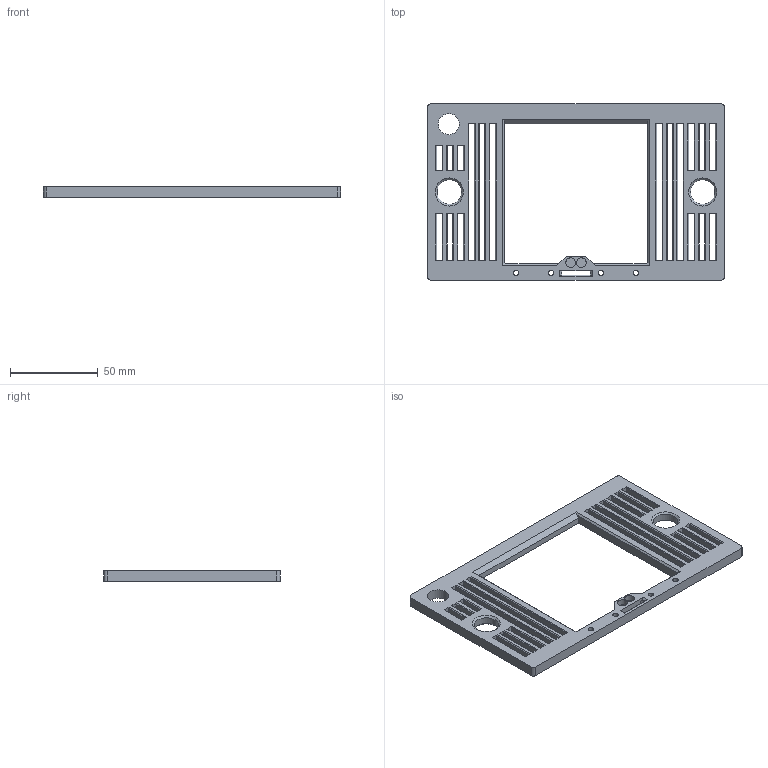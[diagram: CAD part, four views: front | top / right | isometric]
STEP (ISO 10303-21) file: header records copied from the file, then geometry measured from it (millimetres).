
FILE_DESCRIPTION(/* description */ (''),/* implementation_level */ '2;1');
FILE_NAME(/* name */ 'Drip.step',/* time_stamp */ '2025-11-17T04:56:01-06:00',/* author */ (''),/* organization */ (''),/* preprocessor_version */ 'ST-DEVELOPER v20.1',/* originating_system */ 'Autodesk Translation Framework v14.21.0.0',/* authorisation */ '');
FILE_SCHEMA (('AUTOMOTIVE_DESIGN { 1 0 10303 214 3 1 1 }'));
Length unit declared in the file: millimetre
Products named in the file (1): Drip
Bounding box: 169.5 x 100.5 x 6 mm (x, y, z)
Volume: 45628.4 mm3; surface area: 31130 mm2
Topology: 1 solids, 1 shells, 180 faces, 488 edges, 318 vertices
Faces by surface type: plane 157, cylinder 19, cone 4
Full cylindrical faces by diameter (mm): 3.1 x4, 3.2 x2, 5.6 x2, 5.7 x4, 12 x1, 14 x2
Entity records: 5706 total; most frequent: CARTESIAN_POINT 987, ORIENTED_EDGE 976, DIRECTION 892, EDGE_CURVE 488, LINE 446, VECTOR 446, VERTEX_POINT 318, EDGE_LOOP 242
